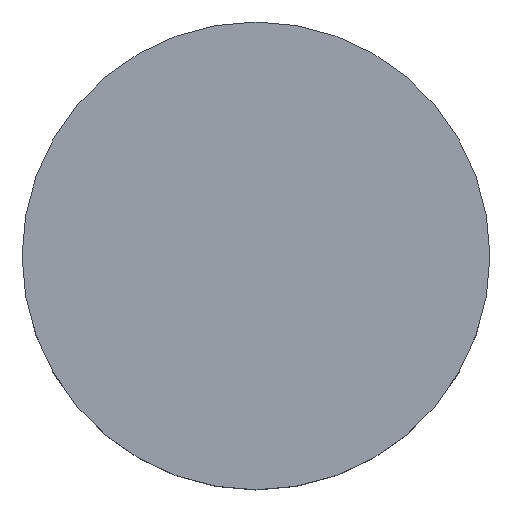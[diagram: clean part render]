
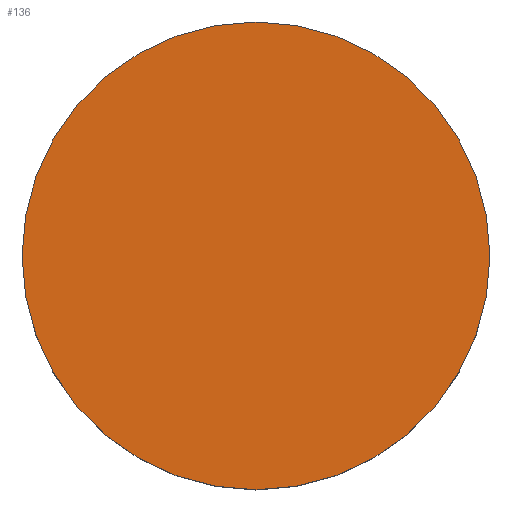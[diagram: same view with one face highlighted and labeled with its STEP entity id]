
A CAD part, top view. The second image highlights one B-rep face of the part: STEP entity #136.
In plain terms, the highlighted planar face has unit normal (0, 0, 1).
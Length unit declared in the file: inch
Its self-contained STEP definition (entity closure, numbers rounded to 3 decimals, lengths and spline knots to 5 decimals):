
#6 = AXIS2_PLACEMENT_3D ( 'NONE', #63, #64, #65 ) ;
#11 = AXIS2_PLACEMENT_3D ( 'NONE', #72, #76, #77 ) ;
#16 = FACE_OUTER_BOUND ( 'NONE', #31, .T. ) ;
#20 = AXIS2_PLACEMENT_3D ( 'NONE', #88, #89, #90 ) ;
#31 = EDGE_LOOP ( 'NONE', ( #41, #42 ) ) ;
#41 = ORIENTED_EDGE ( 'NONE', *, *, #132, .T. ) ;
#42 = ORIENTED_EDGE ( 'NONE', *, *, #127, .T. ) ;
#46 = VERTEX_POINT ( 'NONE', #50 ) ;
#48 = VERTEX_POINT ( 'NONE', #52 ) ;
#50 = CARTESIAN_POINT ( 'NONE',  ( -0.375, 0., 0.2 ) ) ;
#52 = CARTESIAN_POINT ( 'NONE',  ( 0.375, 0., 0.2 ) ) ;
#63 = CARTESIAN_POINT ( 'NONE',  ( 0., 0., 0.2 ) ) ;
#64 = DIRECTION ( 'NONE',  ( 0., 0., 1. ) ) ;
#65 = DIRECTION ( 'NONE',  ( 1., 0., 0. ) ) ;
#72 = CARTESIAN_POINT ( 'NONE',  ( 0., 0., 0.2 ) ) ;
#76 = DIRECTION ( 'NONE',  ( 0., 0., 1. ) ) ;
#77 = DIRECTION ( 'NONE',  ( 1., 0., 0. ) ) ;
#87 = PLANE ( 'NONE',  #20 ) ;
#88 = CARTESIAN_POINT ( 'NONE',  ( 0., 0., 0.2 ) ) ;
#89 = DIRECTION ( 'NONE',  ( 0., 0., 1. ) ) ;
#90 = DIRECTION ( 'NONE',  ( 1., 0., 0. ) ) ;
#127 = EDGE_CURVE ( 'NONE', #48, #46, #128, .T. ) ;
#128 = CIRCLE ( 'NONE', #6, 0.375 ) ;
#132 = EDGE_CURVE ( 'NONE', #46, #48, #141, .T. ) ;
#136 = ADVANCED_FACE ( 'NONE', ( #16 ), #87, .T. ) ;
#141 = CIRCLE ( 'NONE', #11, 0.375 ) ;
